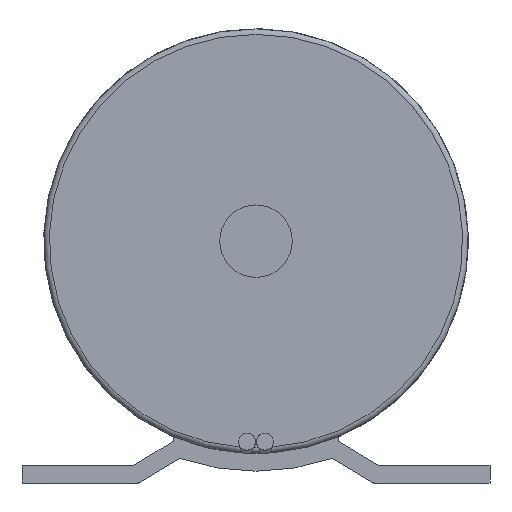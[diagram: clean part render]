
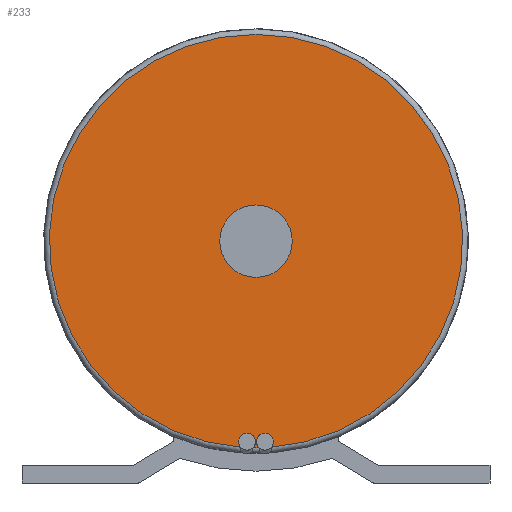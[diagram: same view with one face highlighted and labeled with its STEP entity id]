
A CAD part, left-side view. The second image highlights one B-rep face of the part: STEP entity #233.
In plain terms, the highlighted planar face has unit normal (-1, 0, 0).
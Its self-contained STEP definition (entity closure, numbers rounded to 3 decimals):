
#233 = ADVANCED_FACE( '', ( #463, #464 ), #465, .T. );
#463 = FACE_OUTER_BOUND( '', #774, .T. );
#464 = FACE_BOUND( '', #775, .T. );
#465 = PLANE( '', #776 );
#774 = EDGE_LOOP( '', ( #1313, #1314, #1315, #1316 ) );
#775 = EDGE_LOOP( '', ( #1317 ) );
#776 = AXIS2_PLACEMENT_3D( '', #1318, #1319, #1320 );
#1313 = ORIENTED_EDGE( '', *, *, #1985, .F. );
#1314 = ORIENTED_EDGE( '', *, *, #1986, .T. );
#1315 = ORIENTED_EDGE( '', *, *, #1987, .F. );
#1316 = ORIENTED_EDGE( '', *, *, #1988, .T. );
#1317 = ORIENTED_EDGE( '', *, *, #1989, .F. );
#1318 = CARTESIAN_POINT( '', ( 0., 0., 3.25 ) );
#1319 = DIRECTION( '', ( -1., 0., 0. ) );
#1320 = DIRECTION( '', ( 0., 0., 1. ) );
#1985 = EDGE_CURVE( '', #2253, #2254, #2255, .T. );
#1986 = EDGE_CURVE( '', #2253, #2256, #2257, .T. );
#1987 = EDGE_CURVE( '', #2258, #2256, #2259, .T. );
#1988 = EDGE_CURVE( '', #2258, #2254, #2260, .T. );
#1989 = EDGE_CURVE( '', #2261, #2261, #2262, .T. );
#2253 = VERTEX_POINT( '', #2643 );
#2254 = VERTEX_POINT( '', #2644 );
#2255 = CIRCLE( '', #2645, 0.75 );
#2256 = VERTEX_POINT( '', #2646 );
#2257 = CIRCLE( '', #2647, 18.55 );
#2258 = VERTEX_POINT( '', #2648 );
#2259 = CIRCLE( '', #2649, 0.75 );
#2260 = CIRCLE( '', #2650, 18.55 );
#2261 = VERTEX_POINT( '', #2651 );
#2262 = CIRCLE( '', #2652, 3.25 );
#2643 = CARTESIAN_POINT( '', ( 0., 0.288, -18.548 ) );
#2644 = CARTESIAN_POINT( '', ( 0., 1.359, -18.5 ) );
#2645 = AXIS2_PLACEMENT_3D( '', #3242, #3243, #3244 );
#2646 = CARTESIAN_POINT( '', ( 0., -0.288, -18.548 ) );
#2647 = AXIS2_PLACEMENT_3D( '', #3245, #3246, #3247 );
#2648 = CARTESIAN_POINT( '', ( 0., -1.359, -18.5 ) );
#2649 = AXIS2_PLACEMENT_3D( '', #3248, #3249, #3250 );
#2650 = AXIS2_PLACEMENT_3D( '', #3251, #3252, #3253 );
#2651 = CARTESIAN_POINT( '', ( 0., 0., 3.25 ) );
#2652 = AXIS2_PLACEMENT_3D( '', #3254, #3255, #3256 );
#3242 = CARTESIAN_POINT( '', ( 0., 0.8, -18. ) );
#3243 = DIRECTION( '', ( -1., 0., 0. ) );
#3244 = DIRECTION( '', ( 0., 0., 1. ) );
#3245 = CARTESIAN_POINT( '', ( 0., 0., 0. ) );
#3246 = DIRECTION( '', ( -1., 0., 0. ) );
#3247 = DIRECTION( '', ( 0., 0., 1. ) );
#3248 = CARTESIAN_POINT( '', ( 0., -0.8, -18. ) );
#3249 = DIRECTION( '', ( -1., 0., 0. ) );
#3250 = DIRECTION( '', ( 0., 0., 1. ) );
#3251 = CARTESIAN_POINT( '', ( 0., 0., 0. ) );
#3252 = DIRECTION( '', ( -1., 0., 0. ) );
#3253 = DIRECTION( '', ( 0., 0., 1. ) );
#3254 = CARTESIAN_POINT( '', ( 0., 0., 0. ) );
#3255 = DIRECTION( '', ( -1., 0., 0. ) );
#3256 = DIRECTION( '', ( 0., 0., 1. ) );
